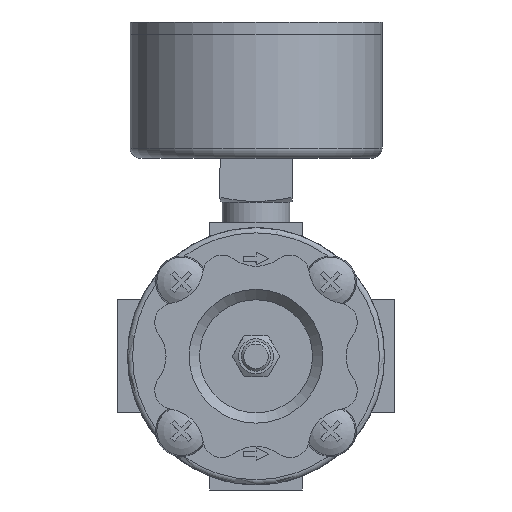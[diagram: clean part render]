
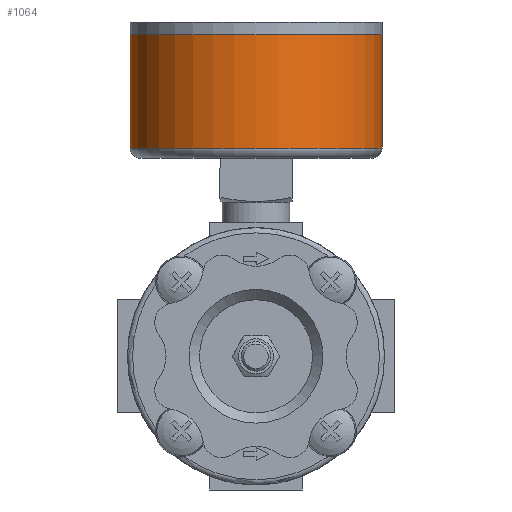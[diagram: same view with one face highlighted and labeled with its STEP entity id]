
A CAD part, front view. The second image highlights one B-rep face of the part: STEP entity #1064.
In plain terms, the highlighted cylindrical face has radius 24.5 mm (diameter 49 mm), a full revolution.
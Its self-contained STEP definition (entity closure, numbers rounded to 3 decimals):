
#1064 = ADVANCED_FACE( '', ( #2211, #2212 ), #2213, .T. );
#2211 = FACE_OUTER_BOUND( '', #3387, .T. );
#2212 = FACE_OUTER_BOUND( '', #3388, .T. );
#2213 = CYLINDRICAL_SURFACE( '', #3389, 24.5 );
#3387 = EDGE_LOOP( '', ( #6297 ) );
#3388 = EDGE_LOOP( '', ( #6298 ) );
#3389 = AXIS2_PLACEMENT_3D( '', #6299, #6300, #6301 );
#6297 = ORIENTED_EDGE( '', *, *, #7824, .F. );
#6298 = ORIENTED_EDGE( '', *, *, #7422, .T. );
#6299 = CARTESIAN_POINT( '', ( 0., 0., 18.5 ) );
#6300 = DIRECTION( '', ( 0., 0., 1. ) );
#6301 = DIRECTION( '', ( -1., 0., 0. ) );
#7422 = EDGE_CURVE( '', #9117, #9117, #9118, .T. );
#7824 = EDGE_CURVE( '', #9616, #9616, #9617, .T. );
#9117 = VERTEX_POINT( '', #11682 );
#9118 = CIRCLE( '', #11683, 24.5 );
#9616 = VERTEX_POINT( '', #12737 );
#9617 = CIRCLE( '', #12738, 24.5 );
#11682 = CARTESIAN_POINT( '', ( -24.5, 0., 42.48 ) );
#11683 = AXIS2_PLACEMENT_3D( '', #13820, #13821, #13822 );
#12737 = CARTESIAN_POINT( '', ( -24.5, 0., 20.5 ) );
#12738 = AXIS2_PLACEMENT_3D( '', #14175, #14176, #14177 );
#13820 = CARTESIAN_POINT( '', ( 0., 0., 42.48 ) );
#13821 = DIRECTION( '', ( 0., 0., -1. ) );
#13822 = DIRECTION( '', ( -1., 0., 0. ) );
#14175 = CARTESIAN_POINT( '', ( 0., 0., 20.5 ) );
#14176 = DIRECTION( '', ( 0., 0., -1. ) );
#14177 = DIRECTION( '', ( -1., 0., 0. ) );
